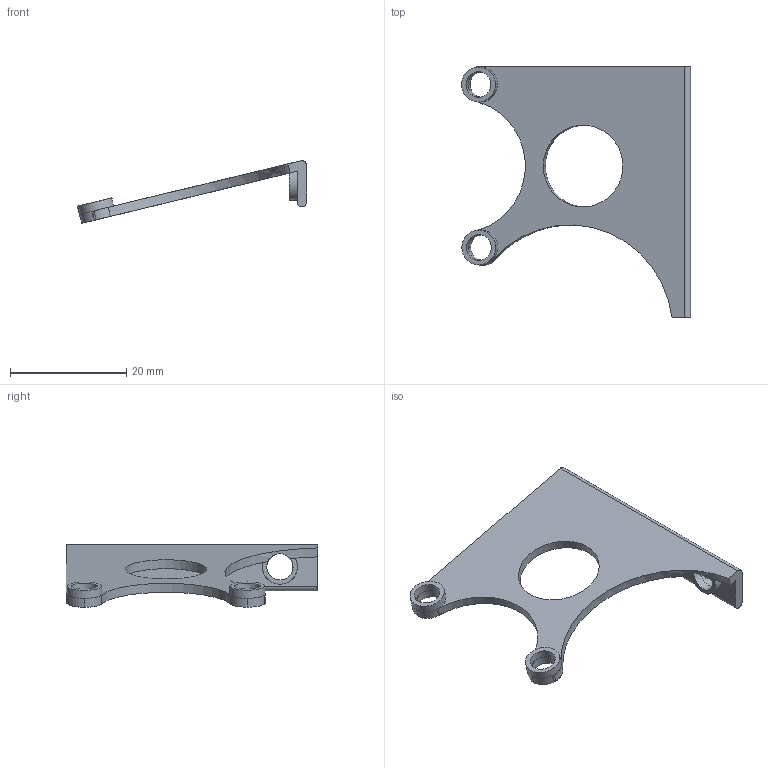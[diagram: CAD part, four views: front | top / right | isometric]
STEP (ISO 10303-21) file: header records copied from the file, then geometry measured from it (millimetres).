
FILE_DESCRIPTION(('FreeCAD Model'),'2;1');
FILE_NAME('Open CASCADE Shape Model','2025-02-22T17:13:31',(''),(''), 'Open CASCADE STEP processor 7.8','FreeCAD','Unknown');
FILE_SCHEMA(('AUTOMOTIVE_DESIGN { 1 0 10303 214 1 1 1 1 }'));
Length unit declared in the file: millimetre
Products named in the file (1): Buck Mount
Bounding box: 39.37 x 43.18 x 10.76 mm (x, y, z)
Volume: 1828.6 mm3; surface area: 2778.1 mm2
Topology: 1 solids, 1 shells, 57 faces, 141 edges, 83 vertices
Faces by surface type: cylinder 38, plane 19
Full cylindrical faces by diameter (mm): 4.4 x2, 4.5 x1, 6 x2, 14.064 x1
Entity records: 2411 total; most frequent: CARTESIAN_POINT 1023, DIRECTION 299, ORIENTED_EDGE 282, EDGE_CURVE 141, AXIS2_PLACEMENT_3D 123, VERTEX_POINT 83, FACE_BOUND 63, EDGE_LOOP 63
